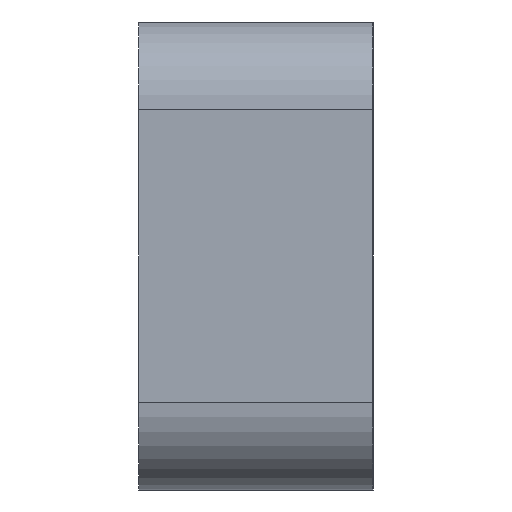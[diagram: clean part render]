
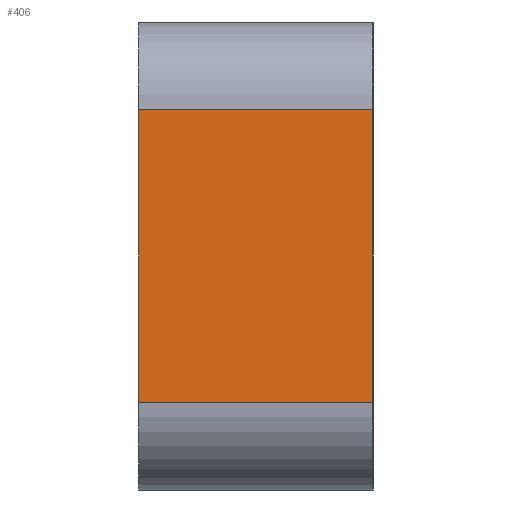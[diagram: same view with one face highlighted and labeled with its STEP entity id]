
A CAD part, left-side view. The second image highlights one B-rep face of the part: STEP entity #406.
In plain terms, the highlighted planar face has unit normal (-1, 0, 0).
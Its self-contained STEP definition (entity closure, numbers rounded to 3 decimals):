
#20 = CARTESIAN_POINT ( 'NONE',  ( -38., 8., -8. ) ) ;
#53 = EDGE_CURVE ( 'NONE', #211, #267, #454, .T. ) ;
#56 = FACE_OUTER_BOUND ( 'NONE', #72, .T. ) ;
#66 = CARTESIAN_POINT ( 'NONE',  ( -38., 0., -5. ) ) ;
#72 = EDGE_LOOP ( 'NONE', ( #114, #195, #590, #504 ) ) ;
#79 = DIRECTION ( 'NONE',  ( 1., 0., 0. ) ) ;
#107 = VECTOR ( 'NONE', #554, 1000. ) ;
#110 = DIRECTION ( 'NONE',  ( 0., 0., 1. ) ) ;
#114 = ORIENTED_EDGE ( 'NONE', *, *, #310, .F. ) ;
#165 = PLANE ( 'NONE',  #397 ) ;
#170 = DIRECTION ( 'NONE',  ( 0., 0., 1. ) ) ;
#195 = ORIENTED_EDGE ( 'NONE', *, *, #580, .T. ) ;
#209 = CARTESIAN_POINT ( 'NONE',  ( -38., 8., -8. ) ) ;
#211 = VERTEX_POINT ( 'NONE', #301 ) ;
#225 = CARTESIAN_POINT ( 'NONE',  ( -38., 8., 5. ) ) ;
#231 = VECTOR ( 'NONE', #110, 1000. ) ;
#262 = CARTESIAN_POINT ( 'NONE',  ( -38., 8., -5. ) ) ;
#267 = VERTEX_POINT ( 'NONE', #565 ) ;
#285 = VERTEX_POINT ( 'NONE', #66 ) ;
#301 = CARTESIAN_POINT ( 'NONE',  ( -38., 0., 5. ) ) ;
#310 = EDGE_CURVE ( 'NONE', #482, #267, #583, .T. ) ;
#313 = CARTESIAN_POINT ( 'NONE',  ( -38., 8., -5. ) ) ;
#386 = EDGE_CURVE ( 'NONE', #285, #211, #513, .T. ) ;
#397 = AXIS2_PLACEMENT_3D ( 'NONE', #209, #79, #532 ) ;
#398 = CARTESIAN_POINT ( 'NONE',  ( -38., 0., -8. ) ) ;
#406 = ADVANCED_FACE ( 'NONE', ( #56 ), #165, .F. ) ;
#454 = LINE ( 'NONE', #225, #107 ) ;
#482 = VERTEX_POINT ( 'NONE', #262 ) ;
#494 = VECTOR ( 'NONE', #538, 1000. ) ;
#504 = ORIENTED_EDGE ( 'NONE', *, *, #53, .T. ) ;
#506 = LINE ( 'NONE', #313, #494 ) ;
#513 = LINE ( 'NONE', #398, #539 ) ;
#532 = DIRECTION ( 'NONE',  ( 0., 0., -1. ) ) ;
#538 = DIRECTION ( 'NONE',  ( 0., -1., 0. ) ) ;
#539 = VECTOR ( 'NONE', #170, 1000. ) ;
#554 = DIRECTION ( 'NONE',  ( 0., 1., 0. ) ) ;
#565 = CARTESIAN_POINT ( 'NONE',  ( -38., 8., 5. ) ) ;
#580 = EDGE_CURVE ( 'NONE', #482, #285, #506, .T. ) ;
#583 = LINE ( 'NONE', #20, #231 ) ;
#590 = ORIENTED_EDGE ( 'NONE', *, *, #386, .T. ) ;
